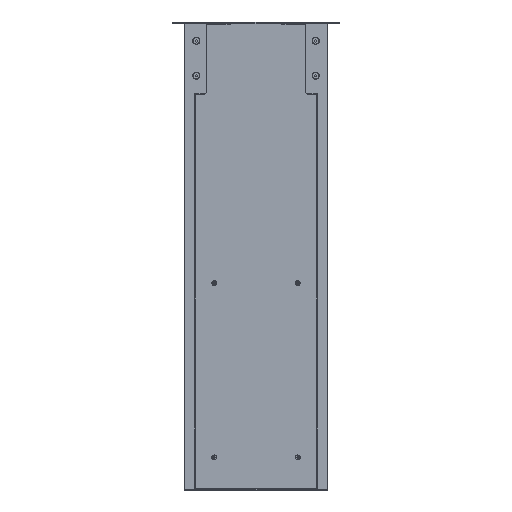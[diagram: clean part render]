
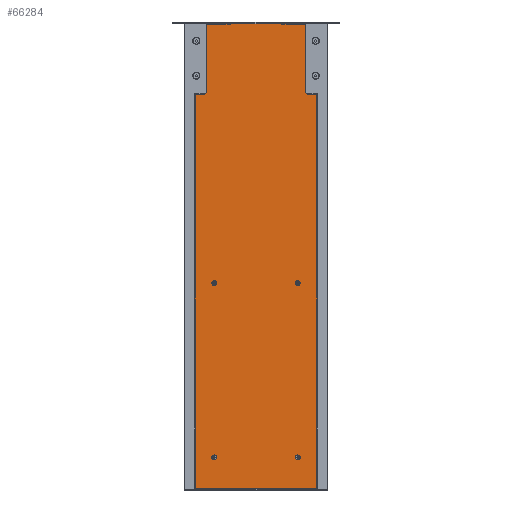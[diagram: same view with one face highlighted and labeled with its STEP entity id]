
A CAD part, top view. The second image highlights one B-rep face of the part: STEP entity #66284.
In plain terms, the highlighted face is planar.
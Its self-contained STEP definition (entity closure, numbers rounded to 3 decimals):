
#3672=CIRCLE('',#74325,0.5);
#3674=CIRCLE('',#74330,0.5);
#3676=CIRCLE('',#74334,0.5);
#3678=CIRCLE('',#74339,0.5);
#3680=CIRCLE('',#74345,0.5);
#3682=CIRCLE('',#74349,1.2);
#3684=CIRCLE('',#74353,1.2);
#3686=CIRCLE('',#74357,0.5);
#3687=CIRCLE('',#74362,2.5);
#3689=CIRCLE('',#74365,2.5);
#3691=CIRCLE('',#74368,2.5);
#3694=CIRCLE('',#74373,2.5);
#21850=ORIENTED_EDGE('',*,*,#32326,.T.);
#21851=ORIENTED_EDGE('',*,*,#32319,.T.);
#21852=ORIENTED_EDGE('',*,*,#32321,.T.);
#21853=ORIENTED_EDGE('',*,*,#32323,.T.);
#21854=ORIENTED_EDGE('',*,*,#32310,.T.);
#21855=ORIENTED_EDGE('',*,*,#32305,.F.);
#21856=ORIENTED_EDGE('',*,*,#32304,.T.);
#21857=ORIENTED_EDGE('',*,*,#32300,.F.);
#21858=ORIENTED_EDGE('',*,*,#32298,.T.);
#21859=ORIENTED_EDGE('',*,*,#32294,.F.);
#21860=ORIENTED_EDGE('',*,*,#32292,.T.);
#21861=ORIENTED_EDGE('',*,*,#32287,.F.);
#21862=ORIENTED_EDGE('',*,*,#32285,.T.);
#21863=ORIENTED_EDGE('',*,*,#32282,.F.);
#21864=ORIENTED_EDGE('',*,*,#32280,.T.);
#21865=ORIENTED_EDGE('',*,*,#32276,.F.);
#21866=ORIENTED_EDGE('',*,*,#32272,.F.);
#21867=ORIENTED_EDGE('',*,*,#32271,.T.);
#21868=ORIENTED_EDGE('',*,*,#32267,.F.);
#21869=ORIENTED_EDGE('',*,*,#32265,.T.);
#21870=ORIENTED_EDGE('',*,*,#32261,.F.);
#21871=ORIENTED_EDGE('',*,*,#32257,.F.);
#21872=ORIENTED_EDGE('',*,*,#32256,.T.);
#21873=ORIENTED_EDGE('',*,*,#32317,.F.);
#21874=ORIENTED_EDGE('',*,*,#32315,.T.);
#21875=ORIENTED_EDGE('',*,*,#32312,.F.);
#32256=EDGE_CURVE('',#39007,#39009,#3672,.T.);
#32257=EDGE_CURVE('',#39007,#39010,#45064,.T.);
#32261=EDGE_CURVE('',#39010,#39013,#45068,.T.);
#32265=EDGE_CURVE('',#39015,#39013,#3674,.T.);
#32267=EDGE_CURVE('',#39015,#39017,#45072,.T.);
#32271=EDGE_CURVE('',#39019,#39017,#3676,.T.);
#32272=EDGE_CURVE('',#39019,#39020,#45075,.T.);
#32276=EDGE_CURVE('',#39020,#39023,#45079,.T.);
#32280=EDGE_CURVE('',#39025,#39023,#3678,.T.);
#32282=EDGE_CURVE('',#39025,#39027,#45083,.T.);
#32285=EDGE_CURVE('',#39029,#39027,#45086,.T.);
#32287=EDGE_CURVE('',#39029,#39030,#45088,.T.);
#32292=EDGE_CURVE('',#39033,#39030,#3680,.T.);
#32294=EDGE_CURVE('',#39033,#39035,#45093,.T.);
#32298=EDGE_CURVE('',#39037,#39035,#3682,.T.);
#32300=EDGE_CURVE('',#39037,#39039,#45097,.T.);
#32304=EDGE_CURVE('',#39041,#39039,#3684,.T.);
#32305=EDGE_CURVE('',#39041,#39042,#45100,.T.);
#32310=EDGE_CURVE('',#39045,#39042,#3686,.T.);
#32312=EDGE_CURVE('',#39045,#39047,#45105,.T.);
#32315=EDGE_CURVE('',#39049,#39047,#45108,.T.);
#32317=EDGE_CURVE('',#39049,#39009,#45110,.T.);
#32319=EDGE_CURVE('',#39050,#39050,#3687,.T.);
#32321=EDGE_CURVE('',#39052,#39052,#3689,.T.);
#32323=EDGE_CURVE('',#39054,#39054,#3691,.T.);
#32326=EDGE_CURVE('',#39057,#39057,#3694,.T.);
#39007=VERTEX_POINT('',#111539);
#39009=VERTEX_POINT('',#111543);
#39010=VERTEX_POINT('',#111547);
#39013=VERTEX_POINT('',#111555);
#39015=VERTEX_POINT('',#111560);
#39017=VERTEX_POINT('',#111567);
#39019=VERTEX_POINT('',#111572);
#39020=VERTEX_POINT('',#111577);
#39023=VERTEX_POINT('',#111585);
#39025=VERTEX_POINT('',#111590);
#39027=VERTEX_POINT('',#111597);
#39029=VERTEX_POINT('',#111603);
#39030=VERTEX_POINT('',#111607);
#39033=VERTEX_POINT('',#111614);
#39035=VERTEX_POINT('',#111621);
#39037=VERTEX_POINT('',#111626);
#39039=VERTEX_POINT('',#111633);
#39041=VERTEX_POINT('',#111638);
#39042=VERTEX_POINT('',#111643);
#39045=VERTEX_POINT('',#111650);
#39047=VERTEX_POINT('',#111657);
#39049=VERTEX_POINT('',#111663);
#39050=VERTEX_POINT('',#111670);
#39052=VERTEX_POINT('',#111675);
#39054=VERTEX_POINT('',#111680);
#39057=VERTEX_POINT('',#111688);
#45064=LINE('',#111546,#51321);
#45068=LINE('',#111554,#51325);
#45072=LINE('',#111566,#51329);
#45075=LINE('',#111576,#51332);
#45079=LINE('',#111584,#51336);
#45083=LINE('',#111596,#51340);
#45086=LINE('',#111602,#51343);
#45088=LINE('',#111606,#51345);
#45093=LINE('',#111620,#51350);
#45097=LINE('',#111632,#51354);
#45100=LINE('',#111642,#51357);
#45105=LINE('',#111656,#51362);
#45108=LINE('',#111662,#51365);
#45110=LINE('',#111666,#51367);
#51321=VECTOR('',#92434,1000.);
#51325=VECTOR('',#92440,1000.);
#51329=VECTOR('',#92452,1000.);
#51332=VECTOR('',#92463,1000.);
#51336=VECTOR('',#92469,1000.);
#51340=VECTOR('',#92481,1000.);
#51343=VECTOR('',#92486,1000.);
#51345=VECTOR('',#92490,1000.);
#51350=VECTOR('',#92503,1000.);
#51354=VECTOR('',#92515,1000.);
#51357=VECTOR('',#92526,1000.);
#51362=VECTOR('',#92539,1000.);
#51365=VECTOR('',#92544,1000.);
#51367=VECTOR('',#92548,1000.);
#56267=EDGE_LOOP('',(#21850));
#56268=EDGE_LOOP('',(#21851));
#56269=EDGE_LOOP('',(#21852));
#56270=EDGE_LOOP('',(#21853));
#56271=EDGE_LOOP('',(#21854,#21855,#21856,#21857,#21858,#21859,#21860,#21861,
#21862,#21863,#21864,#21865,#21866,#21867,#21868,#21869,#21870,#21871,#21872,
#21873,#21874,#21875));
#60708=FACE_BOUND('',#56267,.T.);
#60709=FACE_BOUND('',#56268,.T.);
#60710=FACE_BOUND('',#56269,.T.);
#60711=FACE_BOUND('',#56270,.T.);
#60712=FACE_BOUND('',#56271,.T.);
#62810=PLANE('',#74374);
#66284=ADVANCED_FACE('',(#60708,#60709,#60710,#60711,#60712),#62810,.F.);
#74325=AXIS2_PLACEMENT_3D('',#111544,#92430,#92431);
#74330=AXIS2_PLACEMENT_3D('',#111562,#92447,#92448);
#74334=AXIS2_PLACEMENT_3D('',#111574,#92459,#92460);
#74339=AXIS2_PLACEMENT_3D('',#111592,#92476,#92477);
#74345=AXIS2_PLACEMENT_3D('',#111616,#92498,#92499);
#74349=AXIS2_PLACEMENT_3D('',#111628,#92510,#92511);
#74353=AXIS2_PLACEMENT_3D('',#111640,#92522,#92523);
#74357=AXIS2_PLACEMENT_3D('',#111652,#92534,#92535);
#74362=AXIS2_PLACEMENT_3D('',#111669,#92552,#92553);
#74365=AXIS2_PLACEMENT_3D('',#111674,#92558,#92559);
#74368=AXIS2_PLACEMENT_3D('',#111679,#92564,#92565);
#74373=AXIS2_PLACEMENT_3D('',#111687,#92574,#92575);
#74374=AXIS2_PLACEMENT_3D('',#111689,#92576,#92577);
#92430=DIRECTION('',(0.,0.,-1.));
#92431=DIRECTION('',(0.,1.,0.));
#92434=DIRECTION('',(-1.,0.,0.));
#92440=DIRECTION('',(0.,1.,0.));
#92447=DIRECTION('',(0.,0.,-1.));
#92448=DIRECTION('',(0.,1.,0.));
#92452=DIRECTION('',(-1.,0.,0.));
#92459=DIRECTION('',(0.,0.,-1.));
#92460=DIRECTION('',(-1.,0.,0.));
#92463=DIRECTION('',(0.,-1.,0.));
#92469=DIRECTION('',(-1.,0.,0.));
#92476=DIRECTION('',(0.,0.,-1.));
#92477=DIRECTION('',(-1.,0.,0.));
#92481=DIRECTION('',(0.,-1.,0.));
#92486=DIRECTION('',(0.707,0.707,0.));
#92490=DIRECTION('',(-1.,0.,0.));
#92498=DIRECTION('',(0.,0.,-1.));
#92499=DIRECTION('',(-1.,0.,0.));
#92503=DIRECTION('',(0.,-1.,0.));
#92510=DIRECTION('',(0.,0.,-1.));
#92511=DIRECTION('',(0.,-1.,0.));
#92515=DIRECTION('',(1.,0.,0.));
#92522=DIRECTION('',(0.,0.,-1.));
#92523=DIRECTION('',(1.,0.,0.));
#92526=DIRECTION('',(0.,1.,0.));
#92534=DIRECTION('',(0.,0.,-1.));
#92535=DIRECTION('',(0.,1.,0.));
#92539=DIRECTION('',(-1.,0.,0.));
#92544=DIRECTION('',(0.707,-0.707,0.));
#92548=DIRECTION('',(0.,1.,0.));
#92552=DIRECTION('',(0.,0.,1.));
#92553=DIRECTION('',(0.,1.,0.));
#92558=DIRECTION('',(0.,0.,1.));
#92559=DIRECTION('',(0.,1.,0.));
#92564=DIRECTION('',(0.,0.,1.));
#92565=DIRECTION('',(0.,1.,0.));
#92574=DIRECTION('',(0.,0.,1.));
#92575=DIRECTION('',(0.,1.,0.));
#92576=DIRECTION('',(0.,0.,1.));
#92577=DIRECTION('',(0.,-1.,0.));
#111539=CARTESIAN_POINT('',(55.8,306.2,0.));
#111543=CARTESIAN_POINT('',(56.3,305.7,0.));
#111544=CARTESIAN_POINT('',(55.8,305.7,0.));
#111546=CARTESIAN_POINT('',(55.8,306.2,0.));
#111547=CARTESIAN_POINT('',(29.7,306.2,0.));
#111554=CARTESIAN_POINT('',(29.7,306.2,0.));
#111555=CARTESIAN_POINT('',(29.7,308.,0.));
#111560=CARTESIAN_POINT('',(29.2,308.5,0.));
#111562=CARTESIAN_POINT('',(29.2,308.,0.));
#111566=CARTESIAN_POINT('',(29.2,308.5,0.));
#111567=CARTESIAN_POINT('',(-29.2,308.5,0.));
#111572=CARTESIAN_POINT('',(-29.7,308.,0.));
#111574=CARTESIAN_POINT('',(-29.2,308.,0.));
#111576=CARTESIAN_POINT('',(-29.7,308.,0.));
#111577=CARTESIAN_POINT('',(-29.7,306.2,0.));
#111584=CARTESIAN_POINT('',(56.3,306.2,0.));
#111585=CARTESIAN_POINT('',(-55.8,306.2,0.));
#111590=CARTESIAN_POINT('',(-56.3,305.7,0.));
#111592=CARTESIAN_POINT('',(-55.8,305.7,0.));
#111596=CARTESIAN_POINT('',(-56.3,305.7,0.));
#111597=CARTESIAN_POINT('',(-56.3,228.1,0.));
#111602=CARTESIAN_POINT('',(-58.6,225.8,0.));
#111603=CARTESIAN_POINT('',(-58.6,225.8,0.));
#111606=CARTESIAN_POINT('',(69.8,225.8,0.));
#111607=CARTESIAN_POINT('',(-69.3,225.8,0.));
#111614=CARTESIAN_POINT('',(-69.8,225.3,0.));
#111616=CARTESIAN_POINT('',(-69.3,225.3,0.));
#111620=CARTESIAN_POINT('',(-69.8,225.3,0.));
#111621=CARTESIAN_POINT('',(-69.8,-225.6,0.));
#111626=CARTESIAN_POINT('',(-68.6,-226.8,0.));
#111628=CARTESIAN_POINT('',(-68.6,-225.6,0.));
#111632=CARTESIAN_POINT('',(-68.6,-226.8,0.));
#111633=CARTESIAN_POINT('',(68.6,-226.8,0.));
#111638=CARTESIAN_POINT('',(69.8,-225.6,0.));
#111640=CARTESIAN_POINT('',(68.6,-225.6,0.));
#111642=CARTESIAN_POINT('',(69.8,-225.6,0.));
#111643=CARTESIAN_POINT('',(69.8,225.3,0.));
#111650=CARTESIAN_POINT('',(69.3,225.8,0.));
#111652=CARTESIAN_POINT('',(69.3,225.3,0.));
#111656=CARTESIAN_POINT('',(69.3,225.8,0.));
#111657=CARTESIAN_POINT('',(58.6,225.8,0.));
#111662=CARTESIAN_POINT('',(56.3,228.1,0.));
#111663=CARTESIAN_POINT('',(56.3,228.1,0.));
#111666=CARTESIAN_POINT('',(56.3,228.1,0.));
#111669=CARTESIAN_POINT('',(-48.,8.9,0.));
#111670=CARTESIAN_POINT('',(-48.,11.4,0.));
#111674=CARTESIAN_POINT('',(-48.,-191.1,0.));
#111675=CARTESIAN_POINT('',(-48.,-188.6,0.));
#111679=CARTESIAN_POINT('',(48.,-191.1,0.));
#111680=CARTESIAN_POINT('',(48.,-188.6,0.));
#111687=CARTESIAN_POINT('',(48.,8.9,0.));
#111688=CARTESIAN_POINT('',(48.,11.4,0.));
#111689=CARTESIAN_POINT('',(0.,0.,0.));
